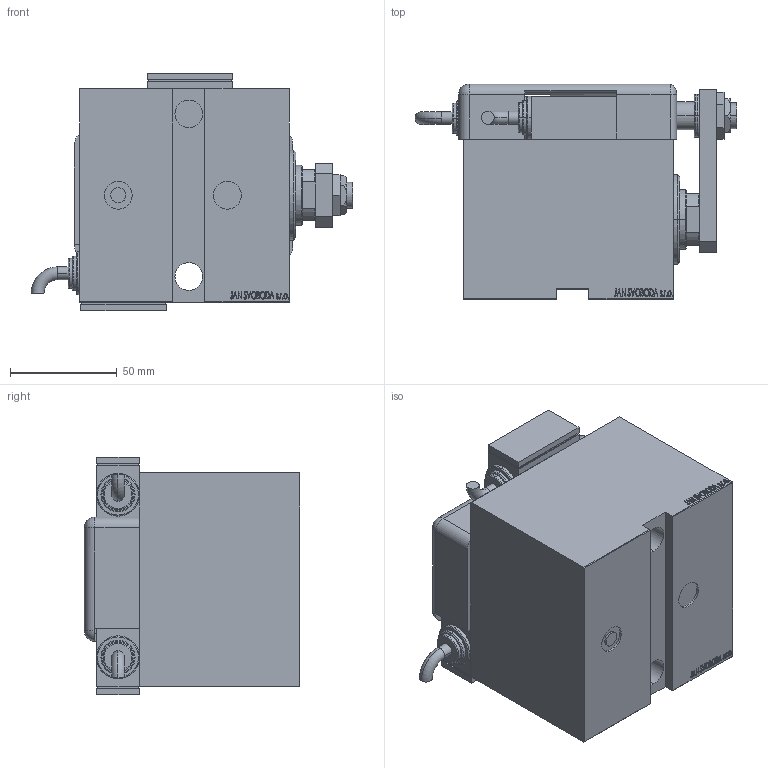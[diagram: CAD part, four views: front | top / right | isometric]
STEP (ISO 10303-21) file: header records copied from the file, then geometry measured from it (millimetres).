
FILE_DESCRIPTION (( 'STEP AP203' ), '1' );
FILE_NAME ('752c.STEP', '2024-02-11T13:21:33', ( '' ), ( '' ), 'SwSTEP 2.0', 'SolidWorks 2019', '' );
FILE_SCHEMA (( 'CONFIG_CONTROL_DESIGN' ));
Length unit declared in the file: millimetre
Products named in the file (13): SWITCH_Q_FRONT_BACK f90507c3a7406c3acc8c5734ad74488b; V450CM_E_Body f90507c3a7406c3acc8c5734ad74488b; MAGNETIC SWITCH Q f90507c3a7406c3acc8c5734ad74488b; V450CM_VC_B f90507c3a7406c3acc8c5734ad74488b; TYC f90507c3a7406c3acc8c5734ad74488b; ZARAZKA_Q f90507c3a7406c3acc8c5734ad74488b; NUT_D19 f90507c3a7406c3acc8c5734ad74488b; V450CM_E_VCP f90507c3a7406c3acc8c5734ad74488b; NUT_D13 f90507c3a7406c3acc8c5734ad74488b; KRYT f90507c3a7406c3acc8c5734ad74488b; SWITCH Q f90507c3a7406c3acc8c5734ad74488b; SWITCH DIM A_G f90507c3a7406c3acc8c5734ad74488b; 752c
Assembly tree (13 placements, depth 3):
  752c
    V450CM_E_Body f90507c3a7406c3acc8c5734ad74488b
    V450CM_E_VCP f90507c3a7406c3acc8c5734ad74488b
    V450CM_VC_B f90507c3a7406c3acc8c5734ad74488b
    MAGNETIC SWITCH Q f90507c3a7406c3acc8c5734ad74488b
      SWITCH_Q_FRONT_BACK f90507c3a7406c3acc8c5734ad74488b
      TYC f90507c3a7406c3acc8c5734ad74488b
      ZARAZKA_Q f90507c3a7406c3acc8c5734ad74488b
      SWITCH DIM A_G f90507c3a7406c3acc8c5734ad74488b
      NUT_D19 f90507c3a7406c3acc8c5734ad74488b
      NUT_D13 f90507c3a7406c3acc8c5734ad74488b
      KRYT f90507c3a7406c3acc8c5734ad74488b
      SWITCH Q f90507c3a7406c3acc8c5734ad74488b  x2
Bounding box: 150.46 x 100.8 x 111 mm (x, y, z)
Volume: 819496 mm3; surface area: 151331.6 mm2
Topology: 13 solids, 13 shells, 1223 faces, 3112 edges, 2055 vertices
Faces by surface type: plane 613, bspline 471, cylinder 93, cone 22, torus 22, sphere 2
Entity records: 58367 total; most frequent: CARTESIAN_POINT 31336, ORIENTED_EDGE 6028, DIRECTION 3738, EDGE_CURVE 3014, VERTEX_POINT 1995, LINE 1820, VECTOR 1820, EDGE_LOOP 1343
